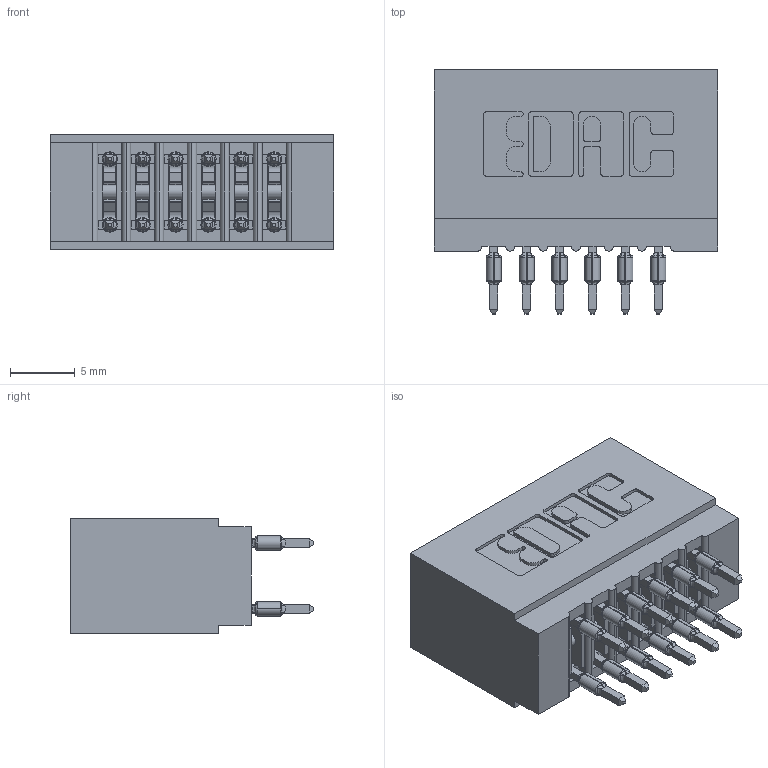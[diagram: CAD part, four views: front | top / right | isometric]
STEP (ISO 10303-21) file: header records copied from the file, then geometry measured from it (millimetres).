
FILE_DESCRIPTION (( 'STEP AP203' ), '1' );
FILE_NAME ('725-012-560-201.STEP', '2020-09-09T18:49:35', ( '' ), ( '' ), 'SwSTEP 2.0', 'SolidWorks 2020', '' );
FILE_SCHEMA (( 'CONFIG_CONTROL_DESIGN' ));
Length unit declared in the file: inch
Products named in the file (3): 725-012-560-201; 725 Part_Insulator Option - 01; 745-292-001_560
Assembly tree (13 placements, depth 2):
  725-012-560-201
    725 Part_Insulator Option - 01
    745-292-001_560  x12
Bounding box: 21.84 x 18.81 x 8.89 mm (x, y, z)
Volume: 1958 mm3; surface area: 3555.1 mm2
Topology: 13 solids, 13 shells, 1277 faces, 3488 edges, 2220 vertices
Faces by surface type: plane 667, cylinder 298, bspline 240, torus 72
Entity records: 15309 total; most frequent: CARTESIAN_POINT 3169, ORIENTED_EDGE 2532, DIRECTION 2250, EDGE_CURVE 1266, LINE 1040, VECTOR 1040, VERTEX_POINT 812, AXIS2_PLACEMENT_3D 605
